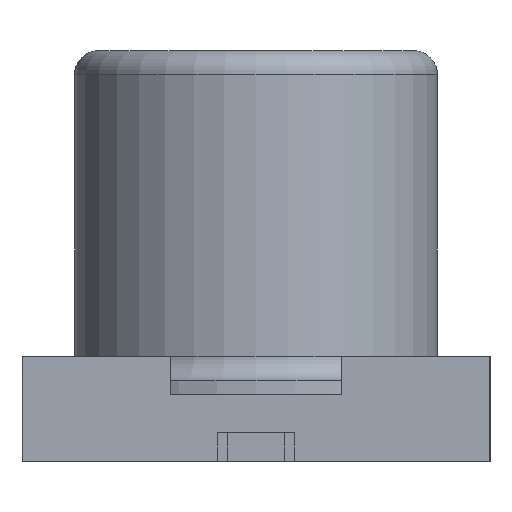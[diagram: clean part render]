
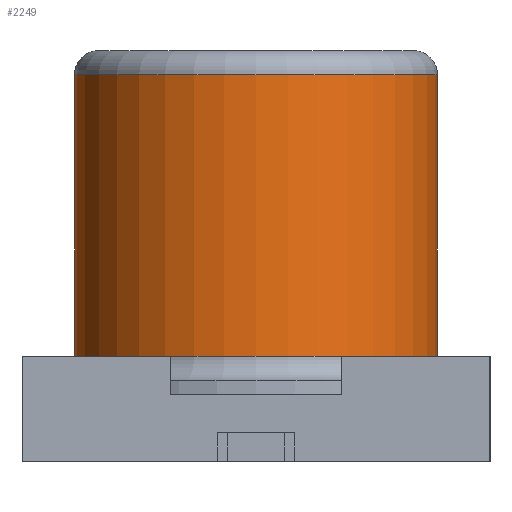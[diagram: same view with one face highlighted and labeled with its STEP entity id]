
A CAD part, left-side view. The second image highlights one B-rep face of the part: STEP entity #2249.
In plain terms, the highlighted cylindrical face has radius 1.9 mm (diameter 3.8 mm), a partial arc.
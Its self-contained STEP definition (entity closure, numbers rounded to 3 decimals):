
#169=CYLINDRICAL_SURFACE('',#2415,1.9);
#191=CIRCLE('',#2416,1.9);
#192=CIRCLE('',#2417,1.9);
#472=ORIENTED_EDGE('',*,*,#1114,.F.);
#473=ORIENTED_EDGE('',*,*,#1115,.T.);
#474=ORIENTED_EDGE('',*,*,#1116,.T.);
#475=ORIENTED_EDGE('',*,*,#1117,.T.);
#1114=EDGE_CURVE('',#1451,#1452,#1644,.T.);
#1115=EDGE_CURVE('',#1451,#1453,#191,.T.);
#1116=EDGE_CURVE('',#1453,#1454,#1645,.T.);
#1117=EDGE_CURVE('',#1454,#1452,#192,.T.);
#1451=VERTEX_POINT('',#3035);
#1452=VERTEX_POINT('',#3036);
#1453=VERTEX_POINT('',#3038);
#1454=VERTEX_POINT('',#3040);
#1644=LINE('',#3034,#1778);
#1645=LINE('',#3039,#1778);
#1778=VECTOR('',#2521,1000.);
#1849=EDGE_LOOP('',(#472,#473,#474,#475));
#2006=FACE_BOUND('',#1849,.T.);
#2249=ADVANCED_FACE('',(#2006),#169,.T.);
#2415=AXIS2_PLACEMENT_3D('',#3033,#2521,#2522);
#2416=AXIS2_PLACEMENT_3D('',#3037,#2521,#2522);
#2417=AXIS2_PLACEMENT_3D('',#3041,#2526,#2537);
#2521=DIRECTION('',(0.,0.,1.));
#2522=DIRECTION('',(1.,0.,0.));
#2526=DIRECTION('',(0.,0.,-1.));
#2537=DIRECTION('',(-1.,0.,0.));
#3033=CARTESIAN_POINT('',(-3.25,0.,0.85));
#3034=CARTESIAN_POINT('',(-3.25,1.9,0.85));
#3035=CARTESIAN_POINT('',(-3.25,1.9,1.1));
#3036=CARTESIAN_POINT('',(-3.25,1.9,4.05));
#3037=CARTESIAN_POINT('',(-3.25,0.,1.1));
#3038=CARTESIAN_POINT('',(-3.25,-1.9,1.1));
#3039=CARTESIAN_POINT('',(-3.25,-1.9,0.85));
#3040=CARTESIAN_POINT('',(-3.25,-1.9,4.05));
#3041=CARTESIAN_POINT('',(-3.25,0.,4.05));
